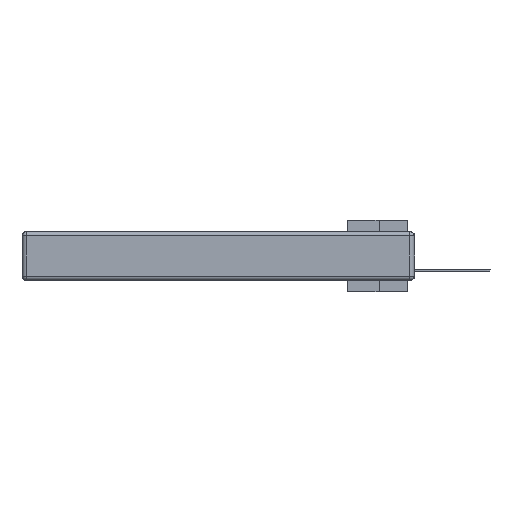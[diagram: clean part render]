
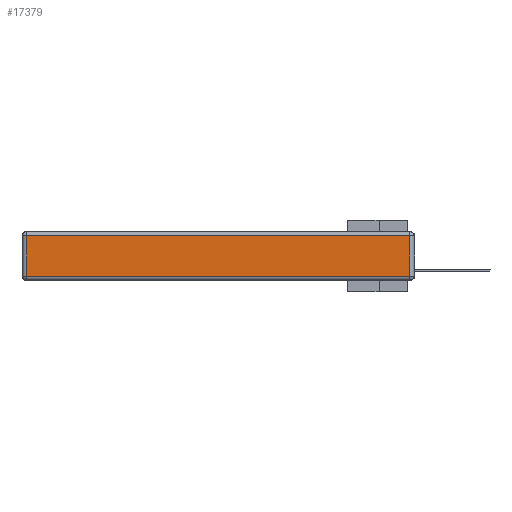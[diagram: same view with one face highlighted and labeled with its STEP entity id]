
A CAD part, left-side view. The second image highlights one B-rep face of the part: STEP entity #17379.
In plain terms, the highlighted planar face has unit normal (-1, 0, 0).
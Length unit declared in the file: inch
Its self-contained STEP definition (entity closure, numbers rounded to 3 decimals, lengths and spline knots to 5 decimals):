
#976 = DIRECTION ( 'NONE',  ( 0., 1., 0. ) ) ;
#2774 = CARTESIAN_POINT ( 'NONE',  ( 0., 2.72, -0.03 ) ) ;
#2864 = VERTEX_POINT ( 'NONE', #2774 ) ;
#2891 = DIRECTION ( 'NONE',  ( -1., 0., 0. ) ) ;
#5534 = PLANE ( 'NONE',  #23422 ) ;
#5767 = VECTOR ( 'NONE', #20266, 39.37008 ) ;
#7912 = DIRECTION ( 'NONE',  ( 0., 0., -1. ) ) ;
#8914 = FACE_OUTER_BOUND ( 'NONE', #13602, .T. ) ;
#9520 = VECTOR ( 'NONE', #24974, 39.37008 ) ;
#13602 = EDGE_LOOP ( 'NONE', ( #18080, #15650, #30672, #32981 ) ) ;
#13726 = VERTEX_POINT ( 'NONE', #29163 ) ;
#14221 = CARTESIAN_POINT ( 'NONE',  ( 0., 0.03, -0.03 ) ) ;
#14487 = CARTESIAN_POINT ( 'NONE',  ( 0., 0.03, -0.313 ) ) ;
#15650 = ORIENTED_EDGE ( 'NONE', *, *, #29514, .T. ) ;
#16087 = LINE ( 'NONE', #27584, #22036 ) ;
#16421 = EDGE_CURVE ( 'NONE', #2864, #13726, #30926, .T. ) ;
#16979 = CARTESIAN_POINT ( 'NONE',  ( 0., 2.72, -0.343 ) ) ;
#17073 = DIRECTION ( 'NONE',  ( 0., 0., 1. ) ) ;
#17081 = CARTESIAN_POINT ( 'NONE',  ( 0., 0.03, -0.343 ) ) ;
#17379 = ADVANCED_FACE ( 'NONE', ( #8914 ), #5534, .T. ) ;
#18080 = ORIENTED_EDGE ( 'NONE', *, *, #31093, .T. ) ;
#20266 = DIRECTION ( 'NONE',  ( 0., 0., 1. ) ) ;
#22036 = VECTOR ( 'NONE', #976, 39.37008 ) ;
#23091 = LINE ( 'NONE', #17081, #5767 ) ;
#23422 = AXIS2_PLACEMENT_3D ( 'NONE', #31374, #2891, #17073 ) ;
#24602 = LINE ( 'NONE', #27421, #9520 ) ;
#24974 = DIRECTION ( 'NONE',  ( 0., -1., 0. ) ) ;
#27421 = CARTESIAN_POINT ( 'NONE',  ( 0., 0., -0.313 ) ) ;
#27436 = EDGE_CURVE ( 'NONE', #34069, #2864, #16087, .T. ) ;
#27584 = CARTESIAN_POINT ( 'NONE',  ( 0., 2.75, -0.03 ) ) ;
#29163 = CARTESIAN_POINT ( 'NONE',  ( 0., 2.72, -0.313 ) ) ;
#29514 = EDGE_CURVE ( 'NONE', #33300, #34069, #23091, .T. ) ;
#30672 = ORIENTED_EDGE ( 'NONE', *, *, #27436, .T. ) ;
#30926 = LINE ( 'NONE', #16979, #33574 ) ;
#31093 = EDGE_CURVE ( 'NONE', #13726, #33300, #24602, .T. ) ;
#31374 = CARTESIAN_POINT ( 'NONE',  ( 0., 0., -0.343 ) ) ;
#32981 = ORIENTED_EDGE ( 'NONE', *, *, #16421, .T. ) ;
#33300 = VERTEX_POINT ( 'NONE', #14487 ) ;
#33574 = VECTOR ( 'NONE', #7912, 39.37008 ) ;
#34069 = VERTEX_POINT ( 'NONE', #14221 ) ;
